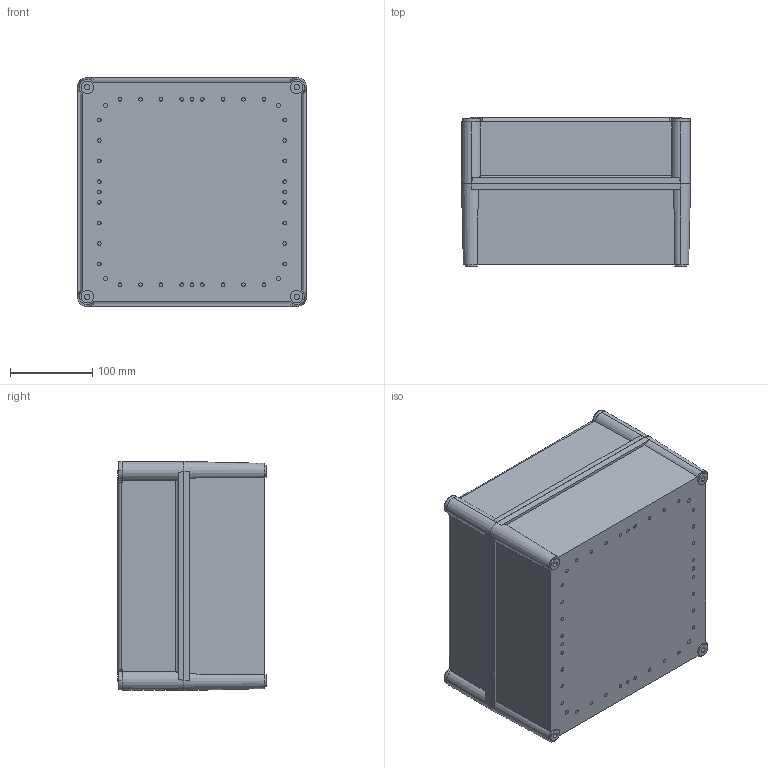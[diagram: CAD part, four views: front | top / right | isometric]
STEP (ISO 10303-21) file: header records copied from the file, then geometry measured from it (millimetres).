
FILE_DESCRIPTION (( 'STEP AP214' ), '1' );
FILE_NAME ('5880072_FIBOX_Solid_ABS2828_18T.STEP', '2022-12-21T08:56:26', ( 'fiboxadmin' ), ( '' ), 'SwSTEP 2.0', 'SolidWorks 2021', '' );
FILE_SCHEMA (( 'AUTOMOTIVE_DESIGN' ));
Length unit declared in the file: millimetre
Products named in the file (4): 5880072_FIBOX_Solid_ABS2828_18T; SS 10563 long Cross head screw; Fibox_Solid_2828_B; FIBOX_EKO80C
Assembly tree (6 placements, depth 2):
  5880072_FIBOX_Solid_ABS2828_18T
    Fibox_Solid_2828_B
    FIBOX_EKO80C
    SS 10563 long Cross head screw  x4
Bounding box: 278 x 180.5 x 278 mm (x, y, z)
Volume: 1407464.2 mm3; surface area: 721969 mm2
Topology: 6 solids, 6 shells, 1148 faces, 2936 edges, 1890 vertices
Faces by surface type: plane 573, cylinder 404, cone 105, bspline 56, torus 10
Entity records: 26886 total; most frequent: CARTESIAN_POINT 6154, DIRECTION 4183, ORIENTED_EDGE 4000, EDGE_CURVE 2000, AXIS2_PLACEMENT_3D 1606, VERTEX_POINT 1305, VECTOR 971, LINE 971
